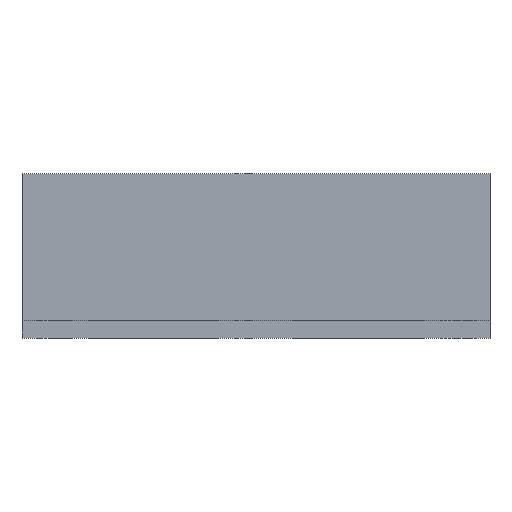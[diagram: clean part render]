
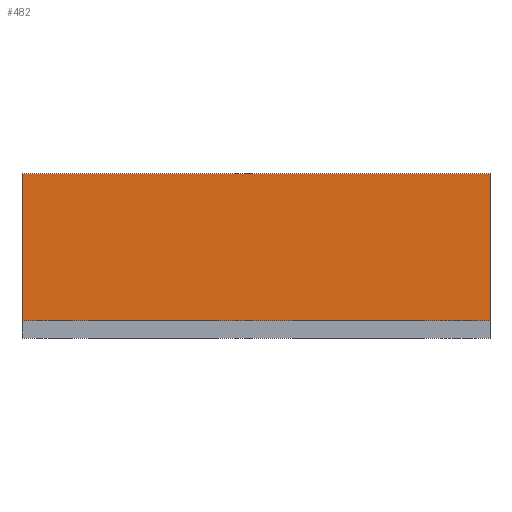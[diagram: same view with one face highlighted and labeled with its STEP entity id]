
A CAD part, top view. The second image highlights one B-rep face of the part: STEP entity #482.
In plain terms, the highlighted planar face has unit normal (0, 0, 1).
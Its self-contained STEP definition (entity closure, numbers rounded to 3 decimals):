
#88=CARTESIAN_POINT('',(0.,26.75,3.25));
#89=VERTEX_POINT('',#88);
#96=CARTESIAN_POINT('',(0.,43.75,3.25));
#97=VERTEX_POINT('',#96);
#98=CARTESIAN_POINT('',(0.,43.75,3.25));
#99=DIRECTION('',(0.,-1.,-0.));
#100=VECTOR('',#99,17.);
#101=LINE('',#98,#100);
#102=EDGE_CURVE('',#97,#89,#101,.T.);
#157=CARTESIAN_POINT('',(54.,43.75,3.25));
#158=VERTEX_POINT('',#157);
#165=CARTESIAN_POINT('',(54.,26.75,3.25));
#166=VERTEX_POINT('',#165);
#167=CARTESIAN_POINT('',(54.,43.75,3.25));
#168=DIRECTION('',(0.,-1.,-0.));
#169=VECTOR('',#168,17.);
#170=LINE('',#167,#169);
#171=EDGE_CURVE('',#158,#166,#170,.T.);
#358=CARTESIAN_POINT('',(0.,26.75,3.25));
#359=DIRECTION('',(1.,0.,-0.));
#360=VECTOR('',#359,54.);
#361=LINE('',#358,#360);
#362=EDGE_CURVE('',#89,#166,#361,.T.);
#466=CARTESIAN_POINT('',(27.,43.75,3.25));
#467=DIRECTION('',(-0.,0.,-1.));
#468=DIRECTION('',(-1.,-0.,0.));
#469=AXIS2_PLACEMENT_3D('',#466,#467,#468);
#470=PLANE('',#469);
#471=ORIENTED_EDGE('',*,*,#362,.T.);
#472=ORIENTED_EDGE('',*,*,#171,.F.);
#473=CARTESIAN_POINT('',(0.,43.75,3.25));
#474=DIRECTION('',(1.,0.,-0.));
#475=VECTOR('',#474,54.);
#476=LINE('',#473,#475);
#477=EDGE_CURVE('',#97,#158,#476,.T.);
#478=ORIENTED_EDGE('',*,*,#477,.F.);
#479=ORIENTED_EDGE('',*,*,#102,.T.);
#480=EDGE_LOOP('',(#471,#472,#478,#479));
#481=FACE_BOUND('',#480,.T.);
#482=ADVANCED_FACE('',(#481),#470,.F.);
